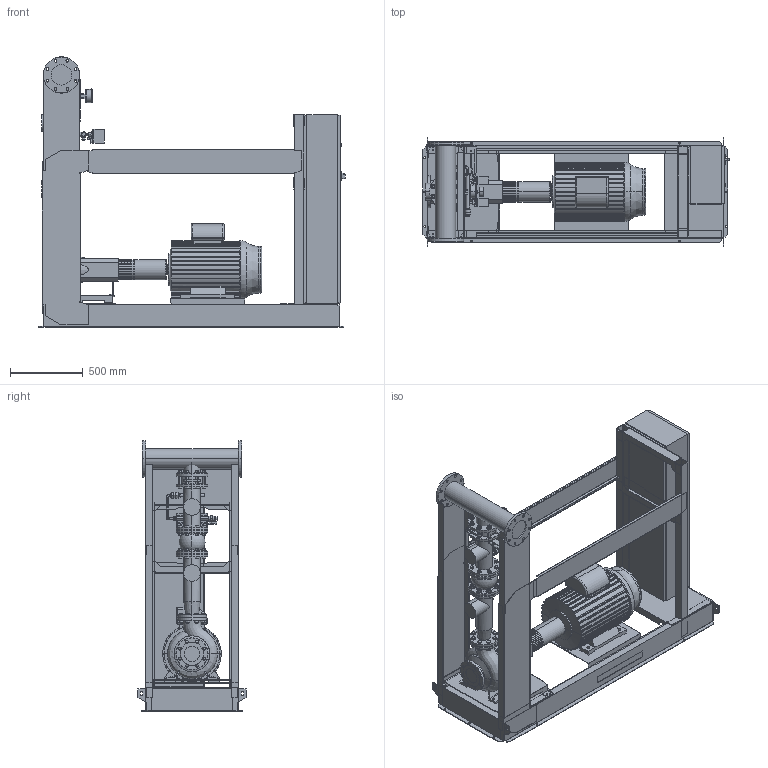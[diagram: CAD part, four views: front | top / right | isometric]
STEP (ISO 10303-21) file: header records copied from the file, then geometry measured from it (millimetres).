
FILE_DESCRIPTION((''),'2;1');
FILE_NAME('3d_Sifire-EN-80_200-192R-30E-4183689.stp','2015-05-26T07:18:21',(''),(''),'Mechanical Desktop 2009','Mechanical Desktop 2009',', , ');
FILE_SCHEMA(('CONFIG_CONTROL_DESIGN'));
Length unit declared in the file: millimetre
Products named in the file (1): Product
Bounding box: 2105.5 x 744 x 1860 mm (x, y, z)
Volume: 290061011.5 mm3; surface area: 21274883.1 mm2
Topology: 144 solids, 144 shells, 3425 faces, 8296 edges, 5224 vertices
Faces by surface type: plane 1264, bspline 1018, cylinder 651, cone 428, torus 56, sphere 8
Entity records: 108598 total; most frequent: CARTESIAN_POINT 33775, ORIENTED_EDGE 16580, DIRECTION 14155, EDGE_CURVE 8290, VERTEX_POINT 5223, AXIS2_PLACEMENT_3D 4964, VECTOR 4227, LINE 4227
